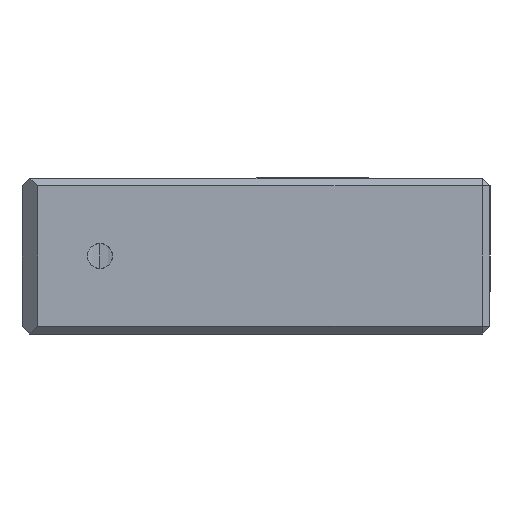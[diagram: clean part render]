
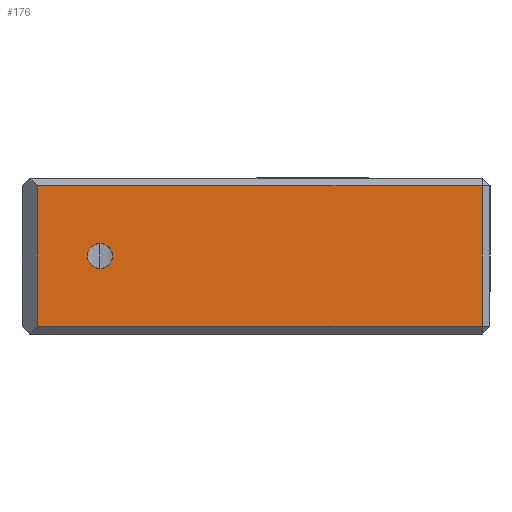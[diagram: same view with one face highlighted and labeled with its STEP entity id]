
A CAD part, left-side view. The second image highlights one B-rep face of the part: STEP entity #176.
In plain terms, the highlighted planar face has unit normal (-1, 0, 0).
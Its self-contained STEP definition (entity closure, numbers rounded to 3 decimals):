
#73 = DIRECTION ( 'NONE',  ( 0., 0., 1. ) ) ;
#74 = DIRECTION ( 'NONE',  ( -1., 0., 0. ) ) ;
#75 = CARTESIAN_POINT ( 'NONE',  ( -20., -15., 0. ) ) ;
#151 = AXIS2_PLACEMENT_3D ( 'NONE', #75, #74, #73 ) ;
#154 = AXIS2_PLACEMENT_3D ( 'NONE', #845, #846, #847 ) ;
#157 = FACE_OUTER_BOUND ( 'NONE', #479, .T. ) ;
#159 = FACE_BOUND ( 'NONE', #478, .T. ) ;
#176 = ADVANCED_FACE ( 'NONE', ( #159, #157 ), #844, .F. ) ;
#183 = EDGE_CURVE ( 'NONE', #435, #438, #371, .T. ) ;
#312 = EDGE_CURVE ( 'NONE', #438, #435, #390, .T. ) ;
#313 = EDGE_CURVE ( 'NONE', #800, #799, #1432, .T. ) ;
#314 = EDGE_CURVE ( 'NONE', #801, #800, #1435, .T. ) ;
#315 = EDGE_CURVE ( 'NONE', #799, #798, #1438, .T. ) ;
#316 = EDGE_CURVE ( 'NONE', #798, #801, #1441, .T. ) ;
#371 = CIRCLE ( 'NONE', #151, 0.8 ) ;
#390 = CIRCLE ( 'NONE', #1011, 0.8 ) ;
#435 = VERTEX_POINT ( 'NONE', #1631 ) ;
#438 = VERTEX_POINT ( 'NONE', #1634 ) ;
#478 = EDGE_LOOP ( 'NONE', ( #744, #750 ) ) ;
#479 = EDGE_LOOP ( 'NONE', ( #749, #752, #751, #753 ) ) ;
#744 = ORIENTED_EDGE ( 'NONE', *, *, #312, .F. ) ;
#749 = ORIENTED_EDGE ( 'NONE', *, *, #314, .T. ) ;
#750 = ORIENTED_EDGE ( 'NONE', *, *, #183, .F. ) ;
#751 = ORIENTED_EDGE ( 'NONE', *, *, #315, .T. ) ;
#752 = ORIENTED_EDGE ( 'NONE', *, *, #313, .T. ) ;
#753 = ORIENTED_EDGE ( 'NONE', *, *, #316, .T. ) ;
#798 = VERTEX_POINT ( 'NONE', #1687 ) ;
#799 = VERTEX_POINT ( 'NONE', #1688 ) ;
#800 = VERTEX_POINT ( 'NONE', #1689 ) ;
#801 = VERTEX_POINT ( 'NONE', #1690 ) ;
#844 = PLANE ( 'NONE',  #154 ) ;
#845 = CARTESIAN_POINT ( 'NONE',  ( -20., 20., 5. ) ) ;
#846 = DIRECTION ( 'NONE',  ( 1., 0., 0. ) ) ;
#847 = DIRECTION ( 'NONE',  ( 0., 1., 0. ) ) ;
#1011 = AXIS2_PLACEMENT_3D ( 'NONE', #1428, #1429, #1430 ) ;
#1012 = VECTOR ( 'NONE', #1434, 1000. ) ;
#1013 = VECTOR ( 'NONE', #1437, 1000. ) ;
#1014 = VECTOR ( 'NONE', #1440, 1000. ) ;
#1015 = VECTOR ( 'NONE', #1443, 1000. ) ;
#1428 = CARTESIAN_POINT ( 'NONE',  ( -20., -15., 0. ) ) ;
#1429 = DIRECTION ( 'NONE',  ( -1., 0., 0. ) ) ;
#1430 = DIRECTION ( 'NONE',  ( 0., 0., 1. ) ) ;
#1432 = LINE ( 'NONE', #1433, #1012 ) ;
#1433 = CARTESIAN_POINT ( 'NONE',  ( -20., -11., 5. ) ) ;
#1434 = DIRECTION ( 'NONE',  ( 0., 0., -1. ) ) ;
#1435 = LINE ( 'NONE', #1436, #1013 ) ;
#1436 = CARTESIAN_POINT ( 'NONE',  ( -20., -10., 4.5 ) ) ;
#1437 = DIRECTION ( 'NONE',  ( 0., 1., 0. ) ) ;
#1438 = LINE ( 'NONE', #1439, #1014 ) ;
#1439 = CARTESIAN_POINT ( 'NONE',  ( -20., 20., -4.5 ) ) ;
#1440 = DIRECTION ( 'NONE',  ( 0., -1., 0. ) ) ;
#1441 = LINE ( 'NONE', #1442, #1015 ) ;
#1442 = CARTESIAN_POINT ( 'NONE',  ( -20., -39.5, 5. ) ) ;
#1443 = DIRECTION ( 'NONE',  ( 0., 0., 1. ) ) ;
#1631 = CARTESIAN_POINT ( 'NONE',  ( -20., -15., -0.8 ) ) ;
#1634 = CARTESIAN_POINT ( 'NONE',  ( -20., -15., 0.8 ) ) ;
#1687 = CARTESIAN_POINT ( 'NONE',  ( -20., -39.5, -4.5 ) ) ;
#1688 = CARTESIAN_POINT ( 'NONE',  ( -20., -11., -4.5 ) ) ;
#1689 = CARTESIAN_POINT ( 'NONE',  ( -20., -11., 4.5 ) ) ;
#1690 = CARTESIAN_POINT ( 'NONE',  ( -20., -39.5, 4.5 ) ) ;
